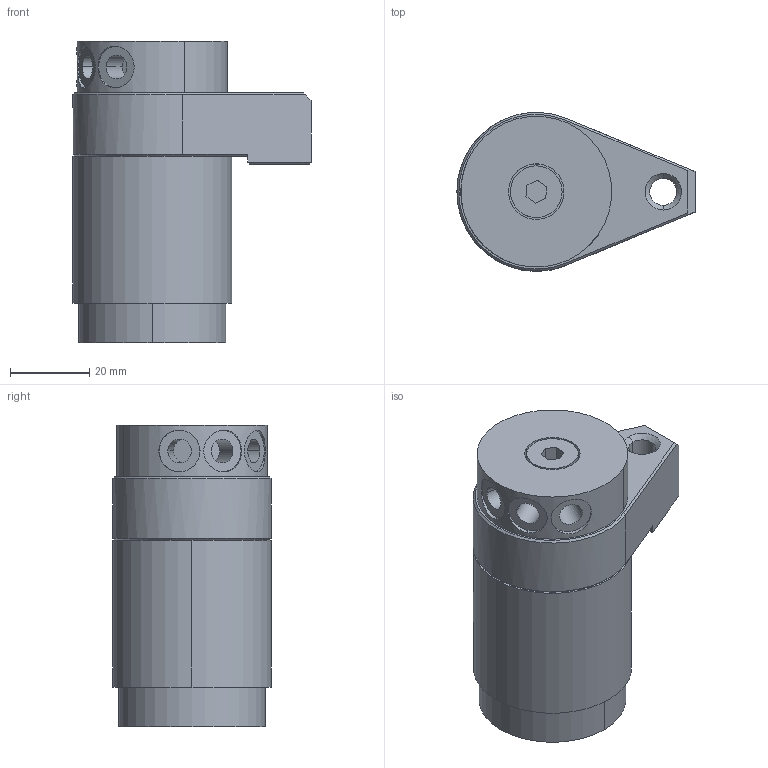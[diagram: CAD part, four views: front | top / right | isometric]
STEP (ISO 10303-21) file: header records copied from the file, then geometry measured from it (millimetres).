
FILE_DESCRIPTION (( 'STEP AP203' ), '1' );
FILE_NAME ('QLSW200NL.STEP', '2023-08-24T00:58:07', ( '' ), ( '' ), 'SwSTEP 2.0', 'SolidWorks 2021', '' );
FILE_SCHEMA (( 'CONFIG_CONTROL_DESIGN' ));
Length unit declared in the file: millimetre
Products named in the file (5): QLSW200NL_02; QLSW200NL_01; QLSW200NL; QLSW200NL_03; QLSW200NL_04
Assembly tree (4 placements, depth 2):
  QLSW200NL
    QLSW200NL_01
    QLSW200NL_02
    QLSW200NL_03
    QLSW200NL_04
Bounding box: 60.01 x 40 x 76 mm (x, y, z)
Volume: 78646.7 mm3; surface area: 30272.8 mm2
Topology: 4 solids, 4 shells, 105 faces, 221 edges, 142 vertices
Faces by surface type: cylinder 48, plane 46, cone 11
Entity records: 3584 total; most frequent: CARTESIAN_POINT 715, DIRECTION 537, ORIENTED_EDGE 442, EDGE_CURVE 221, AXIS2_PLACEMENT_3D 212, VERTEX_POINT 142, EDGE_LOOP 129, VECTOR 113
